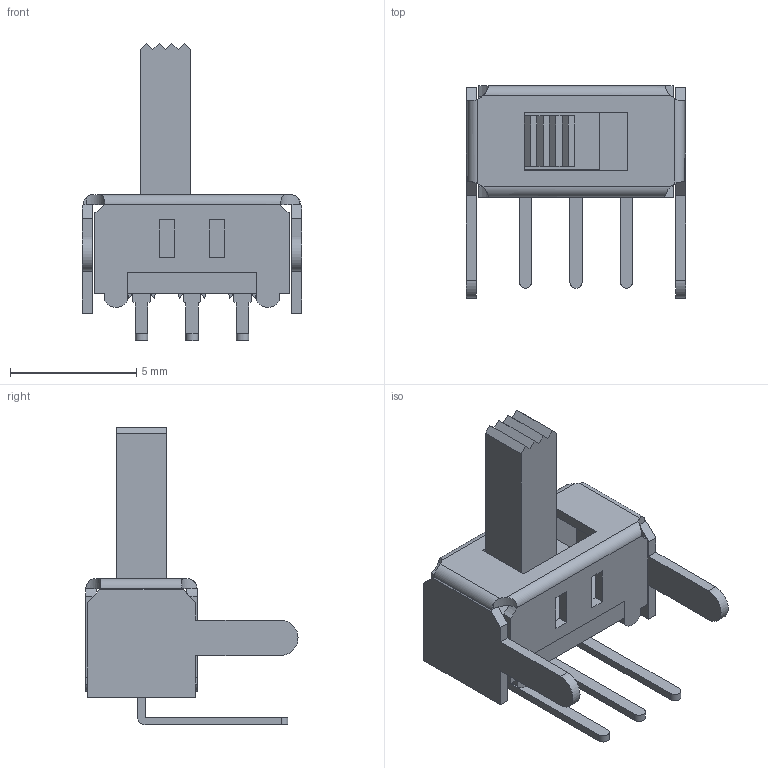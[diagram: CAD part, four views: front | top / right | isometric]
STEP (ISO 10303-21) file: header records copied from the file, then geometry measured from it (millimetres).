
FILE_DESCRIPTION (( 'STEP AP214' ), '1' );
FILE_NAME ('Same_Sky_SLW-874744-6A-RA-N-D.step', '2025-01-07T19:05:40', ( '' ), ( '' ), 'SwSTEP 2.0', 'SolidWorks 2024', '' );
FILE_SCHEMA (( 'AUTOMOTIVE_DESIGN' ));
Length unit declared in the file: inch
Products named in the file (1): Same_Sky_SLW-874744-6A-RA-N-D
Bounding box: 8.7 x 8.4 x 11.8 mm (x, y, z)
Volume: 102.9 mm3; surface area: 467.5 mm2
Topology: 3 solids, 3 shells, 177 faces, 472 edges, 304 vertices
Faces by surface type: plane 150, cylinder 27
Entity records: 5531 total; most frequent: CARTESIAN_POINT 1074, ORIENTED_EDGE 944, DIRECTION 853, EDGE_CURVE 472, VECTOR 409, LINE 409, VERTEX_POINT 304, AXIS2_PLACEMENT_3D 222
